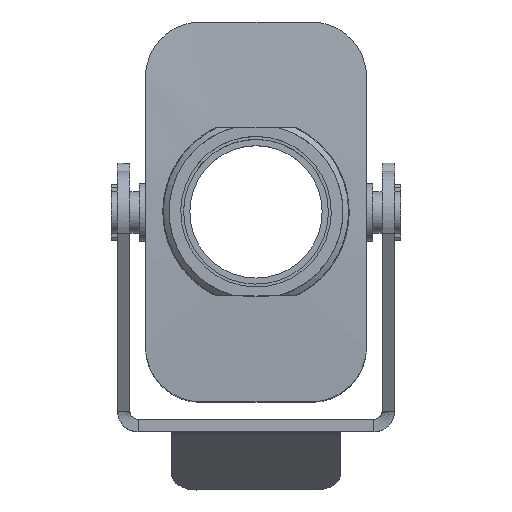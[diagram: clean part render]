
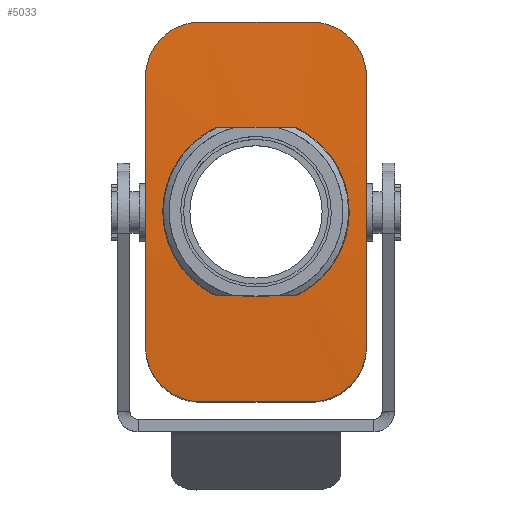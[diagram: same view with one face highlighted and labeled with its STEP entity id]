
A CAD part, top view. The second image highlights one B-rep face of the part: STEP entity #5033.
In plain terms, the highlighted cylindrical face has radius 250 mm (diameter 500 mm), a partial arc.
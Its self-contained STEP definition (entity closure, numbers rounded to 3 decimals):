
#4928=AXIS2_PLACEMENT_3D('Cylinder Axis2P3D',#4925,#4926,#4927) ;
#4951=AXIS2_PLACEMENT_3D('Circle Axis2P3D',#4949,#4950,$) ;
#4985=AXIS2_PLACEMENT_3D('Circle Axis2P3D',#4983,#4984,$) ;
#816=CARTESIAN_POINT('Vertex',(17.5,23.3,73.202)) ;
#1277=CARTESIAN_POINT('Vertex',(12.574,23.386,73.206)) ;
#1281=CARTESIAN_POINT('Control Point',(17.5,23.3,73.202)) ;
#1282=CARTESIAN_POINT('Control Point',(16.515,23.317,73.203)) ;
#1283=CARTESIAN_POINT('Control Point',(15.529,23.334,73.204)) ;
#1284=CARTESIAN_POINT('Control Point',(14.544,23.352,73.204)) ;
#1285=CARTESIAN_POINT('Control Point',(13.559,23.369,73.205)) ;
#1286=CARTESIAN_POINT('Control Point',(12.574,23.386,73.206)) ;
#1333=CARTESIAN_POINT('Control Point',(17.5,23.3,73.202)) ;
#1334=CARTESIAN_POINT('Control Point',(18.485,23.317,73.203)) ;
#1335=CARTESIAN_POINT('Control Point',(19.471,23.334,73.204)) ;
#1336=CARTESIAN_POINT('Control Point',(20.456,23.352,73.204)) ;
#1337=CARTESIAN_POINT('Control Point',(21.441,23.369,73.205)) ;
#1338=CARTESIAN_POINT('Control Point',(22.426,23.386,73.206)) ;
#1339=CARTESIAN_POINT('Vertex',(22.426,23.386,73.206)) ;
#1799=CARTESIAN_POINT('Vertex',(17.5,43.7,73.202)) ;
#2230=CARTESIAN_POINT('Vertex',(22.426,43.614,73.206)) ;
#2234=CARTESIAN_POINT('Control Point',(17.5,43.7,73.202)) ;
#2235=CARTESIAN_POINT('Control Point',(18.485,43.683,73.203)) ;
#2236=CARTESIAN_POINT('Control Point',(19.471,43.666,73.204)) ;
#2237=CARTESIAN_POINT('Control Point',(20.456,43.648,73.204)) ;
#2238=CARTESIAN_POINT('Control Point',(21.441,43.631,73.205)) ;
#2239=CARTESIAN_POINT('Control Point',(22.426,43.614,73.206)) ;
#2283=CARTESIAN_POINT('Control Point',(17.5,43.7,73.202)) ;
#2284=CARTESIAN_POINT('Control Point',(16.515,43.683,73.203)) ;
#2285=CARTESIAN_POINT('Control Point',(15.529,43.666,73.204)) ;
#2286=CARTESIAN_POINT('Control Point',(14.544,43.648,73.204)) ;
#2287=CARTESIAN_POINT('Control Point',(13.559,43.631,73.205)) ;
#2288=CARTESIAN_POINT('Control Point',(12.574,43.614,73.206)) ;
#2289=CARTESIAN_POINT('Vertex',(12.574,43.614,73.206)) ;
#4905=CARTESIAN_POINT('Control Point',(12.574,43.614,73.206)) ;
#4906=CARTESIAN_POINT('Control Point',(11.387,43.036,73.229)) ;
#4907=CARTESIAN_POINT('Control Point',(10.285,42.284,73.258)) ;
#4908=CARTESIAN_POINT('Control Point',(9.309,41.379,73.289)) ;
#4909=CARTESIAN_POINT('Control Point',(7.65,39.318,73.349)) ;
#4910=CARTESIAN_POINT('Control Point',(6.646,36.87,73.393)) ;
#4911=CARTESIAN_POINT('Control Point',(6.324,35.578,73.407)) ;
#4912=CARTESIAN_POINT('Control Point',(5.967,31.834,73.423)) ;
#4913=CARTESIAN_POINT('Control Point',(7.147,28.168,73.37)) ;
#4914=CARTESIAN_POINT('Control Point',(8.538,26.064,73.309)) ;
#4915=CARTESIAN_POINT('Control Point',(10.415,24.437,73.248)) ;
#4916=CARTESIAN_POINT('Control Point',(12.574,23.386,73.206)) ;
#4925=CARTESIAN_POINT('Axis2P3D Location',(10.825,33.5,-176.589)) ;
#4930=CARTESIAN_POINT('Line Origine',(10.825,10.55,72.355)) ;
#4934=CARTESIAN_POINT('Vertex',(10.8,10.55,72.355)) ;
#4936=CARTESIAN_POINT('Vertex',(24.2,10.55,72.355)) ;
#4940=CARTESIAN_POINT('Control Point',(24.2,10.55,72.355)) ;
#4941=CARTESIAN_POINT('Control Point',(26.292,10.55,72.355)) ;
#4942=CARTESIAN_POINT('Control Point',(28.387,11.372,72.431)) ;
#4943=CARTESIAN_POINT('Control Point',(30.033,13.024,72.584)) ;
#4944=CARTESIAN_POINT('Control Point',(30.85,15.112,72.742)) ;
#4945=CARTESIAN_POINT('Control Point',(30.85,17.2,72.879)) ;
#4946=CARTESIAN_POINT('Vertex',(30.85,17.2,72.879)) ;
#4949=CARTESIAN_POINT('Axis2P3D Location',(30.85,33.5,-176.589)) ;
#4953=CARTESIAN_POINT('Vertex',(30.85,49.8,72.879)) ;
#4957=CARTESIAN_POINT('Control Point',(24.2,56.45,72.355)) ;
#4958=CARTESIAN_POINT('Control Point',(26.292,56.45,72.355)) ;
#4959=CARTESIAN_POINT('Control Point',(28.387,55.628,72.431)) ;
#4960=CARTESIAN_POINT('Control Point',(30.033,53.976,72.584)) ;
#4961=CARTESIAN_POINT('Control Point',(30.85,51.888,72.742)) ;
#4962=CARTESIAN_POINT('Control Point',(30.85,49.8,72.879)) ;
#4963=CARTESIAN_POINT('Vertex',(24.2,56.45,72.355)) ;
#4966=CARTESIAN_POINT('Line Origine',(10.825,56.45,72.355)) ;
#4970=CARTESIAN_POINT('Vertex',(10.8,56.45,72.355)) ;
#4974=CARTESIAN_POINT('Control Point',(10.8,56.45,72.355)) ;
#4975=CARTESIAN_POINT('Control Point',(8.708,56.45,72.355)) ;
#4976=CARTESIAN_POINT('Control Point',(6.613,55.628,72.431)) ;
#4977=CARTESIAN_POINT('Control Point',(4.967,53.976,72.584)) ;
#4978=CARTESIAN_POINT('Control Point',(4.15,51.888,72.742)) ;
#4979=CARTESIAN_POINT('Control Point',(4.15,49.8,72.879)) ;
#4980=CARTESIAN_POINT('Vertex',(4.15,49.8,72.879)) ;
#4983=CARTESIAN_POINT('Axis2P3D Location',(4.15,33.5,-176.589)) ;
#4987=CARTESIAN_POINT('Vertex',(4.15,17.2,72.879)) ;
#4991=CARTESIAN_POINT('Control Point',(10.8,10.55,72.355)) ;
#4992=CARTESIAN_POINT('Control Point',(8.708,10.55,72.355)) ;
#4993=CARTESIAN_POINT('Control Point',(6.613,11.372,72.431)) ;
#4994=CARTESIAN_POINT('Control Point',(4.967,13.024,72.584)) ;
#4995=CARTESIAN_POINT('Control Point',(4.15,15.112,72.742)) ;
#4996=CARTESIAN_POINT('Control Point',(4.15,17.2,72.879)) ;
#5009=CARTESIAN_POINT('Control Point',(22.426,23.386,73.206)) ;
#5010=CARTESIAN_POINT('Control Point',(24.494,24.393,73.247)) ;
#5011=CARTESIAN_POINT('Control Point',(26.304,25.929,73.304)) ;
#5012=CARTESIAN_POINT('Control Point',(27.675,27.905,73.363)) ;
#5013=CARTESIAN_POINT('Control Point',(28.882,31.255,73.416)) ;
#5014=CARTESIAN_POINT('Control Point',(28.772,34.731,73.412)) ;
#5015=CARTESIAN_POINT('Control Point',(28.586,35.879,73.403)) ;
#5016=CARTESIAN_POINT('Control Point',(27.926,38.101,73.374)) ;
#5017=CARTESIAN_POINT('Control Point',(26.728,40.087,73.327)) ;
#5018=CARTESIAN_POINT('Control Point',(26.005,40.998,73.3)) ;
#5019=CARTESIAN_POINT('Control Point',(24.864,42.107,73.264)) ;
#5020=CARTESIAN_POINT('Control Point',(23.556,42.995,73.23)) ;
#5021=CARTESIAN_POINT('Control Point',(23.188,43.22,73.222)) ;
#5022=CARTESIAN_POINT('Control Point',(22.812,43.426,73.213)) ;
#5023=CARTESIAN_POINT('Control Point',(22.426,43.614,73.206)) ;
#4926=DIRECTION('Axis2P3D Direction',(-1.,0.,0.)) ;
#4927=DIRECTION('Axis2P3D XDirection',(0.,-0.092,0.996)) ;
#4931=DIRECTION('Vector Direction',(-1.,0.,0.)) ;
#4950=DIRECTION('Axis2P3D Direction',(-1.,0.,0.)) ;
#4967=DIRECTION('Vector Direction',(-1.,0.,0.)) ;
#4984=DIRECTION('Axis2P3D Direction',(-1.,0.,0.)) ;
#4932=VECTOR('Line Direction',#4931,1.) ;
#4968=VECTOR('Line Direction',#4967,1.) ;
#4999=ORIENTED_EDGE('',*,*,#4938,.T.) ;
#5000=ORIENTED_EDGE('',*,*,#4948,.T.) ;
#5001=ORIENTED_EDGE('',*,*,#4955,.T.) ;
#5002=ORIENTED_EDGE('',*,*,#4965,.T.) ;
#5003=ORIENTED_EDGE('',*,*,#4972,.F.) ;
#5004=ORIENTED_EDGE('',*,*,#4982,.F.) ;
#5005=ORIENTED_EDGE('',*,*,#4989,.F.) ;
#5006=ORIENTED_EDGE('',*,*,#4997,.F.) ;
#5026=ORIENTED_EDGE('',*,*,#4917,.F.) ;
#5027=ORIENTED_EDGE('',*,*,#2291,.F.) ;
#5028=ORIENTED_EDGE('',*,*,#2240,.T.) ;
#5029=ORIENTED_EDGE('',*,*,#5024,.F.) ;
#5030=ORIENTED_EDGE('',*,*,#1341,.F.) ;
#5031=ORIENTED_EDGE('',*,*,#1287,.T.) ;
#5032=FACE_BOUND('',#5025,.T.) ;
#5033=ADVANCED_FACE('Hauptk\X2\00F6\X0\rper',(#5007,#5032),#4929,.T.) ;
#1280=B_SPLINE_CURVE_WITH_KNOTS('',5,(#1281,#1282,#1283,#1284,#1285,#1286),.UNSPECIFIED.,.F.,.U.,(6,6),(0.,6.968),.UNSPECIFIED.) ;
#1332=B_SPLINE_CURVE_WITH_KNOTS('',5,(#1333,#1334,#1335,#1336,#1337,#1338),.UNSPECIFIED.,.F.,.U.,(6,6),(0.,6.968),.UNSPECIFIED.) ;
#2233=B_SPLINE_CURVE_WITH_KNOTS('',5,(#2234,#2235,#2236,#2237,#2238,#2239),.UNSPECIFIED.,.F.,.U.,(6,6),(0.,6.968),.UNSPECIFIED.) ;
#2282=B_SPLINE_CURVE_WITH_KNOTS('',5,(#2283,#2284,#2285,#2286,#2287,#2288),.UNSPECIFIED.,.F.,.U.,(6,6),(0.,6.968),.UNSPECIFIED.) ;
#4904=B_SPLINE_CURVE_WITH_KNOTS('',5,(#4905,#4906,#4907,#4908,#4909,#4910,#4911,#4912,#4913,#4914,#4915,#4916),.UNSPECIFIED.,.F.,.U.,(6,3,3,6),(0.,9.464,18.929,36.145),.UNSPECIFIED.) ;
#4939=B_SPLINE_CURVE_WITH_KNOTS('',5,(#4940,#4941,#4942,#4943,#4944,#4945),.UNSPECIFIED.,.F.,.U.,(6,6),(0.,15.195),.UNSPECIFIED.) ;
#4956=B_SPLINE_CURVE_WITH_KNOTS('',5,(#4957,#4958,#4959,#4960,#4961,#4962),.UNSPECIFIED.,.F.,.U.,(6,6),(0.,15.195),.UNSPECIFIED.) ;
#4973=B_SPLINE_CURVE_WITH_KNOTS('',5,(#4974,#4975,#4976,#4977,#4978,#4979),.UNSPECIFIED.,.F.,.U.,(6,6),(0.,15.195),.UNSPECIFIED.) ;
#4990=B_SPLINE_CURVE_WITH_KNOTS('',5,(#4991,#4992,#4993,#4994,#4995,#4996),.UNSPECIFIED.,.F.,.U.,(6,6),(0.,15.195),.UNSPECIFIED.) ;
#5008=B_SPLINE_CURVE_WITH_KNOTS('',5,(#5009,#5010,#5011,#5012,#5013,#5014,#5015,#5016,#5017,#5018,#5019,#5020,#5021,#5022,#5023),.UNSPECIFIED.,.F.,.U.,(6,3,3,3,6),(0.,16.494,24.736,32.986,36.061),.UNSPECIFIED.) ;
#4952=CIRCLE('generated circle',#4951,250.) ;
#4986=CIRCLE('generated circle',#4985,250.) ;
#4929=CYLINDRICAL_SURFACE('generated cylinder',#4928,250.) ;
#1287=EDGE_CURVE('',#817,#1278,#1280,.T.) ;
#1341=EDGE_CURVE('',#817,#1340,#1332,.T.) ;
#2240=EDGE_CURVE('',#1800,#2231,#2233,.T.) ;
#2291=EDGE_CURVE('',#1800,#2290,#2282,.T.) ;
#4917=EDGE_CURVE('',#2290,#1278,#4904,.T.) ;
#4938=EDGE_CURVE('',#4935,#4937,#4933,.F.) ;
#4948=EDGE_CURVE('',#4937,#4947,#4939,.T.) ;
#4955=EDGE_CURVE('',#4947,#4954,#4952,.T.) ;
#4965=EDGE_CURVE('',#4954,#4964,#4956,.F.) ;
#4972=EDGE_CURVE('',#4971,#4964,#4969,.F.) ;
#4982=EDGE_CURVE('',#4981,#4971,#4973,.F.) ;
#4989=EDGE_CURVE('',#4988,#4981,#4986,.T.) ;
#4997=EDGE_CURVE('',#4935,#4988,#4990,.T.) ;
#5024=EDGE_CURVE('',#1340,#2231,#5008,.T.) ;
#4998=EDGE_LOOP('',(#4999,#5000,#5001,#5002,#5003,#5004,#5005,#5006)) ;
#5025=EDGE_LOOP('',(#5026,#5027,#5028,#5029,#5030,#5031)) ;
#5007=FACE_OUTER_BOUND('',#4998,.T.) ;
#4933=LINE('Line',#4930,#4932) ;
#4969=LINE('Line',#4966,#4968) ;
#817=VERTEX_POINT('',#816) ;
#1278=VERTEX_POINT('',#1277) ;
#1340=VERTEX_POINT('',#1339) ;
#1800=VERTEX_POINT('',#1799) ;
#2231=VERTEX_POINT('',#2230) ;
#2290=VERTEX_POINT('',#2289) ;
#4935=VERTEX_POINT('',#4934) ;
#4937=VERTEX_POINT('',#4936) ;
#4947=VERTEX_POINT('',#4946) ;
#4954=VERTEX_POINT('',#4953) ;
#4964=VERTEX_POINT('',#4963) ;
#4971=VERTEX_POINT('',#4970) ;
#4981=VERTEX_POINT('',#4980) ;
#4988=VERTEX_POINT('',#4987) ;
